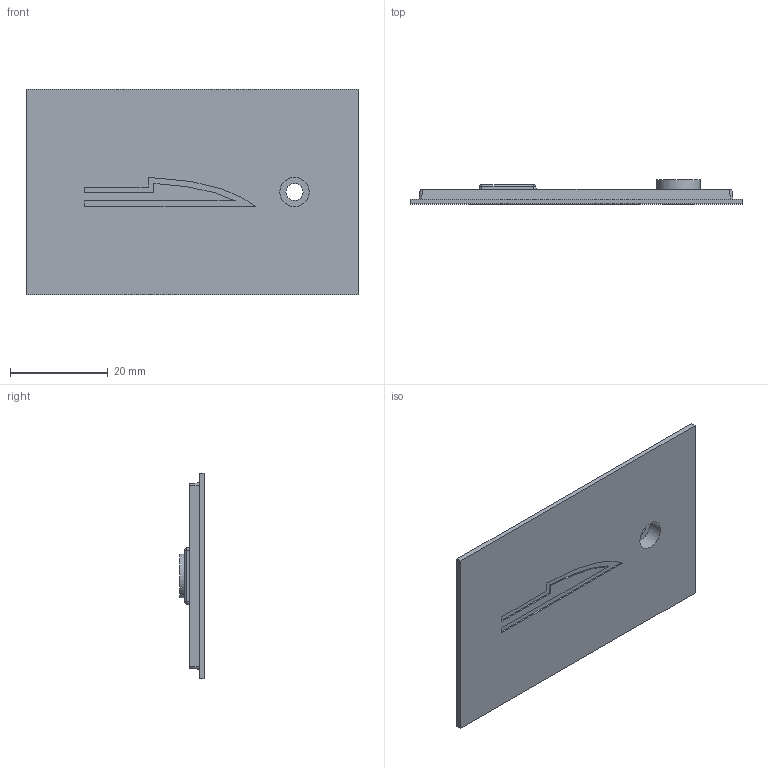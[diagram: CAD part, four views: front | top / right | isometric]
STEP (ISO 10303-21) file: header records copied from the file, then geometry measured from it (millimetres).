
FILE_DESCRIPTION(/* description */ (''),/* implementation_level */ '2;1');
FILE_NAME(/* name */ 'Tapa main v6.step',/* time_stamp */ '2024-01-10T17:31:30-06:00',/* author */ (''),/* organization */ (''),/* preprocessor_version */ 'ST-DEVELOPER v20',/* originating_system */ 'Autodesk Translation Framework v12.14.0.127',/* authorisation */ '');
FILE_SCHEMA (('AUTOMOTIVE_DESIGN { 1 0 10303 214 3 1 1 }'));
Length unit declared in the file: millimetre
Products named in the file (1): Tapa main
Bounding box: 68 x 5 x 42 mm (x, y, z)
Volume: 4160.3 mm3; surface area: 6934.5 mm2
Topology: 1 solids, 1 shells, 74 faces, 166 edges, 100 vertices
Faces by surface type: plane 32, cylinder 27, sphere 8, bspline 6, torus 1
Full cylindrical faces by diameter (mm): 3.5 x1, 6 x1, 9 x1
Entity records: 2228 total; most frequent: CARTESIAN_POINT 519, DIRECTION 361, ORIENTED_EDGE 332, EDGE_CURVE 166, AXIS2_PLACEMENT_3D 130, LINE 101, VECTOR 101, VERTEX_POINT 100
